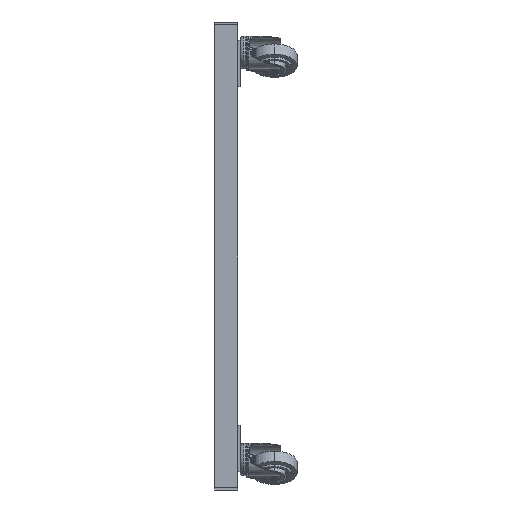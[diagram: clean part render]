
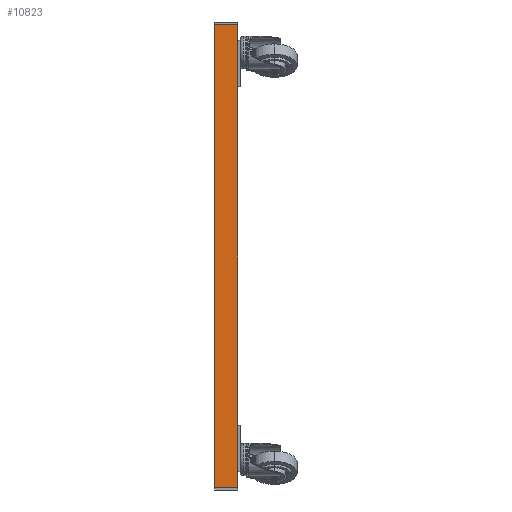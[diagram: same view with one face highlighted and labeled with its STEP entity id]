
A CAD part, left-side view. The second image highlights one B-rep face of the part: STEP entity #10823.
In plain terms, the highlighted planar face has unit normal (-1, 0, 0).
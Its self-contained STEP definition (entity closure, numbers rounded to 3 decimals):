
#5 = FACE_OUTER_BOUND ( 'NONE', #9468, .T. ) ;
#1111 = VERTEX_POINT ( 'NONE', #1461 ) ;
#1461 = CARTESIAN_POINT ( 'NONE',  ( 0., 502., -50. ) ) ;
#1506 = DIRECTION ( 'NONE',  ( 0., 0., 1. ) ) ;
#1617 = DIRECTION ( 'NONE',  ( 0., 0., -1. ) ) ;
#2177 = VERTEX_POINT ( 'NONE', #8083 ) ;
#2564 = CARTESIAN_POINT ( 'NONE',  ( 0., -502., 0. ) ) ;
#2841 = LINE ( 'NONE', #4751, #4779 ) ;
#3136 = AXIS2_PLACEMENT_3D ( 'NONE', #8933, #5299, #1617 ) ;
#3456 = ORIENTED_EDGE ( 'NONE', *, *, #11086, .T. ) ;
#3668 = VECTOR ( 'NONE', #14345, 1000. ) ;
#3669 = CARTESIAN_POINT ( 'NONE',  ( 0., 502., 0. ) ) ;
#4751 = CARTESIAN_POINT ( 'NONE',  ( 0., 502., 0. ) ) ;
#4753 = DIRECTION ( 'NONE',  ( 0., 0., 1. ) ) ;
#4779 = VECTOR ( 'NONE', #4811, 1000. ) ;
#4811 = DIRECTION ( 'NONE',  ( 0., -1., 0. ) ) ;
#5299 = DIRECTION ( 'NONE',  ( 1., 0., 0. ) ) ;
#5323 = LINE ( 'NONE', #12187, #12659 ) ;
#6451 = ORIENTED_EDGE ( 'NONE', *, *, #7150, .T. ) ;
#7150 = EDGE_CURVE ( 'NONE', #2177, #14030, #5323, .T. ) ;
#7768 = LINE ( 'NONE', #10711, #3668 ) ;
#8083 = CARTESIAN_POINT ( 'NONE',  ( 0., -502., -50. ) ) ;
#8115 = ORIENTED_EDGE ( 'NONE', *, *, #13331, .F. ) ;
#8279 = LINE ( 'NONE', #8871, #10975 ) ;
#8871 = CARTESIAN_POINT ( 'NONE',  ( 0., 502., 0. ) ) ;
#8933 = CARTESIAN_POINT ( 'NONE',  ( 0., 502., 0. ) ) ;
#9468 = EDGE_LOOP ( 'NONE', ( #6451, #12474, #8115, #3456 ) ) ;
#10094 = PLANE ( 'NONE',  #3136 ) ;
#10711 = CARTESIAN_POINT ( 'NONE',  ( 0., 502., -50. ) ) ;
#10713 = VERTEX_POINT ( 'NONE', #3669 ) ;
#10823 = ADVANCED_FACE ( 'NONE', ( #5 ), #10094, .F. ) ;
#10975 = VECTOR ( 'NONE', #1506, 1000. ) ;
#11086 = EDGE_CURVE ( 'NONE', #1111, #2177, #7768, .T. ) ;
#12187 = CARTESIAN_POINT ( 'NONE',  ( 0., -502., 0. ) ) ;
#12474 = ORIENTED_EDGE ( 'NONE', *, *, #12552, .F. ) ;
#12552 = EDGE_CURVE ( 'NONE', #10713, #14030, #2841, .T. ) ;
#12659 = VECTOR ( 'NONE', #4753, 1000. ) ;
#13331 = EDGE_CURVE ( 'NONE', #1111, #10713, #8279, .T. ) ;
#14030 = VERTEX_POINT ( 'NONE', #2564 ) ;
#14345 = DIRECTION ( 'NONE',  ( 0., -1., 0. ) ) ;
